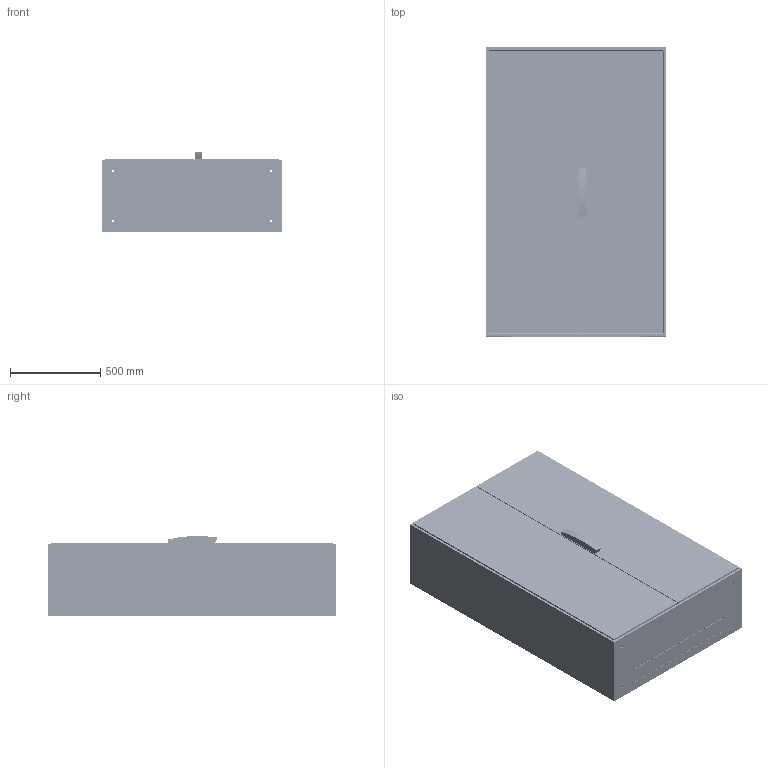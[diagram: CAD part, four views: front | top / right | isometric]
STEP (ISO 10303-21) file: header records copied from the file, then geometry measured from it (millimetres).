
FILE_DESCRIPTION(('STEP AP242'),'1');
FILE_NAME('nsysm1610402dp.stp','2019-01-08T15:19:29',('TraceParts'),('TraceParts S.A.'),'Spatial InterOp 3D',' ',' ');
FILE_SCHEMA(('AP242_MANAGED_MODEL_BASED_3D_ENGINEERING_MIM_LF {1 0 10303 442 1 1 4}'));
Length unit declared in the file: millimetre
Products named in the file (1): nsysm1610402dp_1
Bounding box: 1000 x 1600 x 442.92 mm (x, y, z)
Volume: 16497056.1 mm3; surface area: 15200822 mm2
Topology: 6 solids, 6 shells, 4713 faces, 12621 edges, 7722 vertices
Faces by surface type: cylinder 3177, plane 1464, cone 72
Entity records: 151352 total; most frequent: DIRECTION 28197, CARTESIAN_POINT 25918, ORIENTED_EDGE 25242, EDGE_CURVE 12621, AXIS2_PLACEMENT_3D 10977, VERTEX_POINT 7722, LINE 6243, VECTOR 6243
